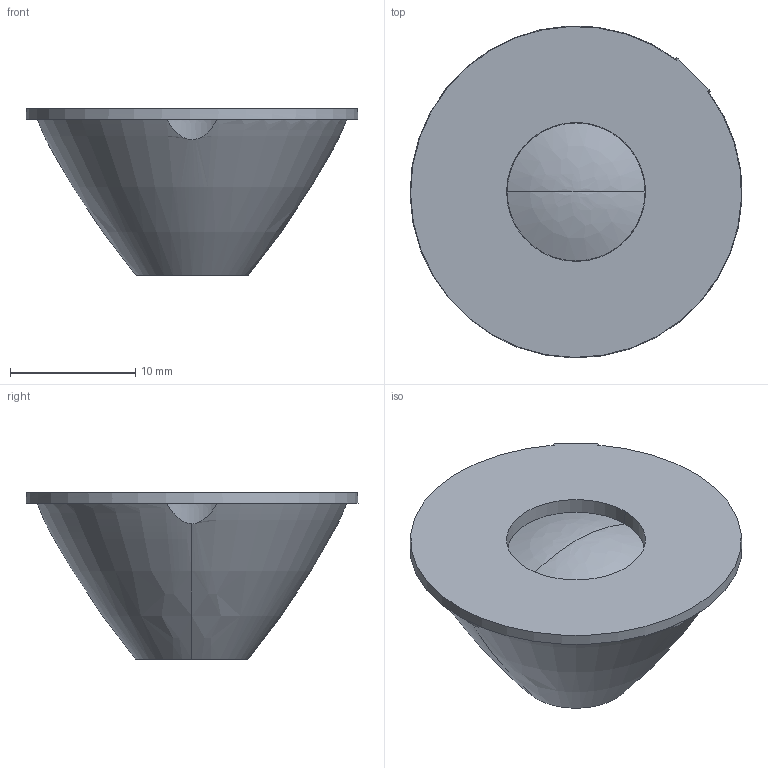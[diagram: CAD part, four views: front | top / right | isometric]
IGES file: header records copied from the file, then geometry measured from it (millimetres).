
Start section:  PTC IGES file: 10391_iss2_240708.igs
Global section: file name: 10391_iss2_240708.igs; native system: Pro/ENGINEER by Parametric Technology Corporation; preprocessor: 2008150; author: beanm; organization: Unknown; date: 20080811.105101; units: millimetre
Bounding box: 26.49 x 26.49 x 13.3 mm (x, y, z)
Volume: 3310.4 mm3; surface area: 1777.3 mm2
Topology: 1 solids, 1 shells, 23 faces, 56 edges, 35 vertices
Faces by surface type: revolution 14, bspline 9
